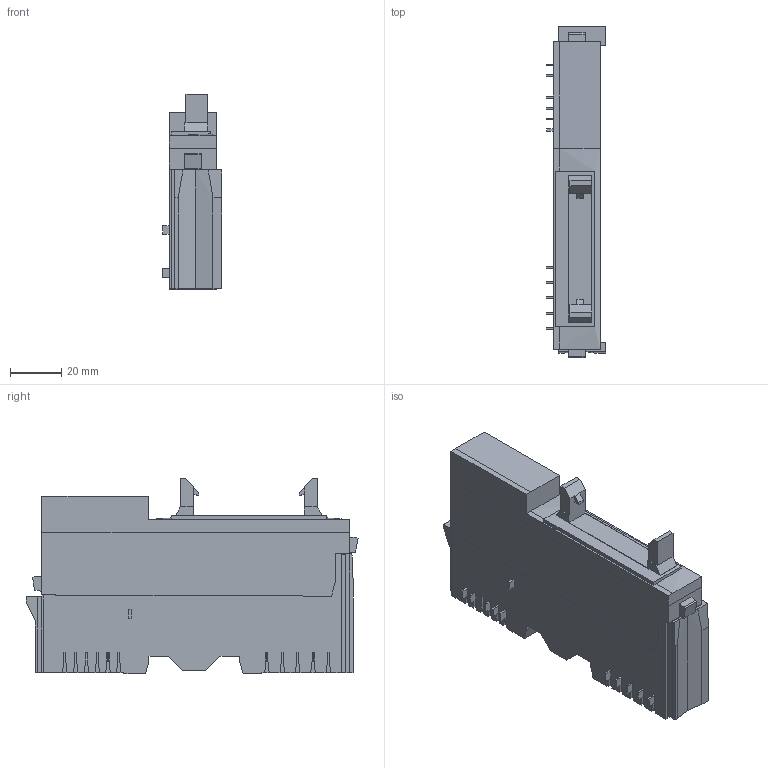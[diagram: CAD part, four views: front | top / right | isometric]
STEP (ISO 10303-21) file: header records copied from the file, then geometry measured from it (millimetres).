
FILE_DESCRIPTION(/* description */ (''),/* implementation_level */ '2;1');
FILE_NAME(/* name */ 'STB_EPI2145_poly',/* time_stamp */ '2009-05-20T10:57:21+02:00',/* author */ (''),/* organization */ (''),/* preprocessor_version */ 'ST-DEVELOPER v8',/* originating_system */ '',/* authorisation */ '');
FILE_SCHEMA (('AUTOMOTIVE_DESIGN'));
Length unit declared in the file: millimetre
Products named in the file (1): 1
Bounding box: 23.4 x 129.62 x 76.49 mm (x, y, z)
Volume: 140656 mm3; surface area: 36048.4 mm2
Topology: 4 solids, 4 shells, 360 faces, 980 edges, 642 vertices
Faces by surface type: bspline 360
Entity records: 11219 total; most frequent: CARTESIAN_POINT 5242, ORIENTED_EDGE 1908, B_SPLINE_CURVE_WITH_KNOTS 961, EDGE_CURVE 954, VERTEX_POINT 616, EDGE_LOOP 376, ADVANCED_FACE 360, FACE_OUTER_BOUND 360
